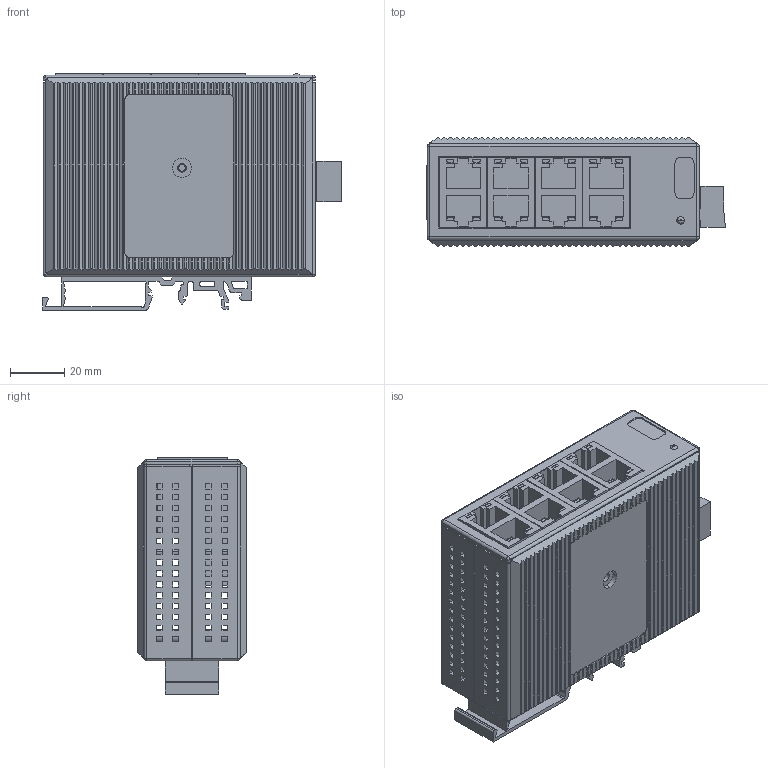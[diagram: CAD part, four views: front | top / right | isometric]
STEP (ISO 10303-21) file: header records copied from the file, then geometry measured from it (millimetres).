
FILE_DESCRIPTION((''),'2;1');
FILE_NAME('EDS_208_3D','2013-11-28T',('Vincent_Huang'),(''),'PRO/ENGINEER BY PARAMETRIC TECHNOLOGY CORPORATION, 2004320','PRO/ENGINEER BY PARAMETRIC TECHNOLOGY CORPORATION, 2004320','');
FILE_SCHEMA(('CONFIG_CONTROL_DESIGN'));
Length unit declared in the file: millimetre
Products named in the file (1): EDS_208_3D
Bounding box: 109.75 x 40.03 x 86.71 mm (x, y, z)
Surface area: 115337.5 mm2 (no closed solid volume)
Topology: 0 solids, 13 shells, 2248 faces, 5900 edges, 3881 vertices
Faces by surface type: plane 1656, cylinder 567, bspline 9, sphere 8, cone 8
Entity records: 69528 total; most frequent: CARTESIAN_POINT 13326, ORIENTED_EDGE 11794, DIRECTION 10994, EDGE_CURVE 5900, VECTOR 4562, LINE 4562, VERTEX_POINT 3881, AXIS2_PLACEMENT_3D 3216
